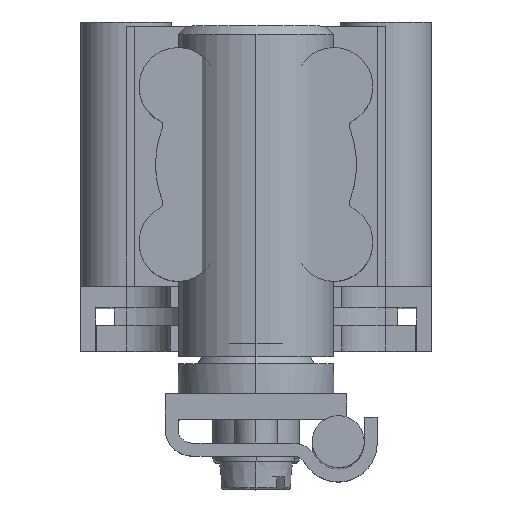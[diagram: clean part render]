
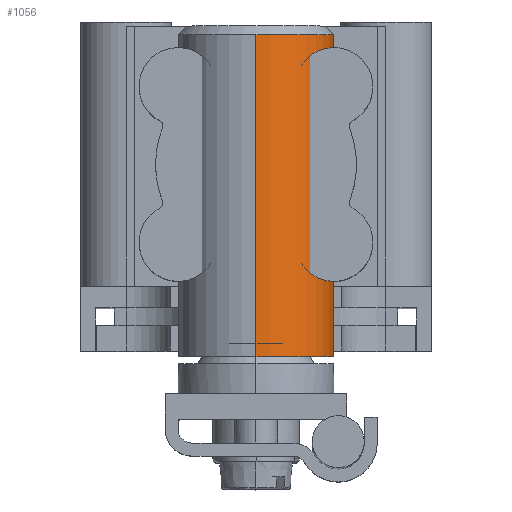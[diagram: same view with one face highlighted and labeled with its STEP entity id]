
A CAD part, top view. The second image highlights one B-rep face of the part: STEP entity #1056.
In plain terms, the highlighted cylindrical face has radius 9 mm (diameter 18 mm), a partial arc.
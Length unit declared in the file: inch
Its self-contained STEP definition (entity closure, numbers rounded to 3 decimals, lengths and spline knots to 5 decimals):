
#50 = DIRECTION ( 'NONE',  ( 0., 1., 0. ) ) ;
#66 = AXIS2_PLACEMENT_3D ( 'NONE', #2856, #4177, #4930 ) ;
#124 = ORIENTED_EDGE ( 'NONE', *, *, #2245, .T. ) ;
#131 = DIRECTION ( 'NONE',  ( 0., 1., 0. ) ) ;
#148 = CARTESIAN_POINT ( 'NONE',  ( -0.37402, -1.2362, 3.06599 ) ) ;
#240 = EDGE_LOOP ( 'NONE', ( #4876, #743, #2925, #320, #4287, #8239, #1312, #124, #2286 ) ) ;
#265 = DIRECTION ( 'NONE',  ( 0., -1., 0. ) ) ;
#307 = AXIS2_PLACEMENT_3D ( 'NONE', #6195, #50, #869 ) ;
#320 = ORIENTED_EDGE ( 'NONE', *, *, #4360, .T. ) ;
#432 = CARTESIAN_POINT ( 'NONE',  ( -0.59055, -3.72806, 2.99213 ) ) ;
#534 = CARTESIAN_POINT ( 'NONE',  ( -0.59055, -1.52362, 2.99213 ) ) ;
#632 = VERTEX_POINT ( 'NONE', #3030 ) ;
#743 = ORIENTED_EDGE ( 'NONE', *, *, #3705, .T. ) ;
#781 = CARTESIAN_POINT ( 'NONE',  ( -0.59055, -0.05906, 3.70079 ) ) ;
#869 = DIRECTION ( 'NONE',  ( 0., 0., -1. ) ) ;
#1005 = CARTESIAN_POINT ( 'NONE',  ( -0.37434, -0.05906, 3.06574 ) ) ;
#1011 = AXIS2_PLACEMENT_3D ( 'NONE', #4726, #131, #1039 ) ;
#1031 = EDGE_CURVE ( 'NONE', #8035, #5406, #3150, .T. ) ;
#1039 = DIRECTION ( 'NONE',  ( 0., 0., 1. ) ) ;
#1055 = EDGE_CURVE ( 'NONE', #6924, #4558, #8103, .T. ) ;
#1056 = ADVANCED_FACE ( 'NONE', ( #2916 ), #8330, .T. ) ;
#1106 = EDGE_CURVE ( 'NONE', #6924, #3412, #7248, .T. ) ;
#1312 = ORIENTED_EDGE ( 'NONE', *, *, #6911, .T. ) ;
#1631 = VERTEX_POINT ( 'NONE', #8111 ) ;
#2127 = DIRECTION ( 'NONE',  ( 0., -1., 0. ) ) ;
#2245 = EDGE_CURVE ( 'NONE', #3255, #3412, #5722, .T. ) ;
#2270 = CARTESIAN_POINT ( 'NONE',  ( -0.39192, -1.2593, 3.05302 ) ) ;
#2286 = ORIENTED_EDGE ( 'NONE', *, *, #1106, .F. ) ;
#2293 = CARTESIAN_POINT ( 'NONE',  ( -0.37413, -0.06034, 3.0659 ) ) ;
#2299 = CARTESIAN_POINT ( 'NONE',  ( -0.59055, -0.05906, 3.34646 ) ) ;
#2349 = DIRECTION ( 'NONE',  ( 0., 1., 0. ) ) ;
#2507 = CARTESIAN_POINT ( 'NONE',  ( -0.59055, -3.72806, 3.70079 ) ) ;
#2851 = EDGE_CURVE ( 'NONE', #6234, #632, #7988, .T. ) ;
#2856 = CARTESIAN_POINT ( 'NONE',  ( -0.59055, -0.05906, 3.34646 ) ) ;
#2893 = EDGE_CURVE ( 'NONE', #5406, #1631, #7951, .T. ) ;
#2915 = DIRECTION ( 'NONE',  ( 0., 0., 1. ) ) ;
#2916 = FACE_OUTER_BOUND ( 'NONE', #240, .T. ) ;
#2925 = ORIENTED_EDGE ( 'NONE', *, *, #2851, .T. ) ;
#3030 = CARTESIAN_POINT ( 'NONE',  ( -0.39764, -1.25982, 3.04925 ) ) ;
#3055 = DIRECTION ( 'NONE',  ( 0., 0., -1. ) ) ;
#3150 = LINE ( 'NONE', #7853, #6822 ) ;
#3173 = DIRECTION ( 'NONE',  ( 0., 1., 0. ) ) ;
#3255 = VERTEX_POINT ( 'NONE', #3358 ) ;
#3314 = VECTOR ( 'NONE', #7254, 39.37008 ) ;
#3325 = CARTESIAN_POINT ( 'NONE',  ( -0.37402, -1.2362, 3.06599 ) ) ;
#3358 = CARTESIAN_POINT ( 'NONE',  ( -0.23622, -0.05906, 3.34646 ) ) ;
#3412 = VERTEX_POINT ( 'NONE', #781 ) ;
#3426 = VECTOR ( 'NONE', #3173, 39.37008 ) ;
#3671 = CARTESIAN_POINT ( 'NONE',  ( -0.37402, -0.06297, 3.06599 ) ) ;
#3688 = CARTESIAN_POINT ( 'NONE',  ( -0.38651, -1.25724, 3.05675 ) ) ;
#3705 = EDGE_CURVE ( 'NONE', #4558, #6234, #6679, .T. ) ;
#4177 = DIRECTION ( 'NONE',  ( 0., -1., 0. ) ) ;
#4254 = CARTESIAN_POINT ( 'NONE',  ( -0.39764, -1.25982, 3.04925 ) ) ;
#4287 = ORIENTED_EDGE ( 'NONE', *, *, #1031, .T. ) ;
#4360 = EDGE_CURVE ( 'NONE', #632, #8035, #6287, .T. ) ;
#4558 = VERTEX_POINT ( 'NONE', #534 ) ;
#4726 = CARTESIAN_POINT ( 'NONE',  ( -0.59055, -3.72806, 3.34646 ) ) ;
#4870 = CARTESIAN_POINT ( 'NONE',  ( -0.37479, -1.24307, 3.06538 ) ) ;
#4876 = ORIENTED_EDGE ( 'NONE', *, *, #1055, .T. ) ;
#4930 = DIRECTION ( 'NONE',  ( 0., 0., -1. ) ) ;
#5406 = VERTEX_POINT ( 'NONE', #6927 ) ;
#5484 = CARTESIAN_POINT ( 'NONE',  ( -0.59055, -1.25982, 3.34646 ) ) ;
#5633 = AXIS2_PLACEMENT_3D ( 'NONE', #2299, #265, #3055 ) ;
#5722 = CIRCLE ( 'NONE', #66, 0.35433 ) ;
#6195 = CARTESIAN_POINT ( 'NONE',  ( -0.59055, -1.52362, 3.34646 ) ) ;
#6213 = CARTESIAN_POINT ( 'NONE',  ( -0.37757, -1.24909, 3.06328 ) ) ;
#6234 = VERTEX_POINT ( 'NONE', #6249 ) ;
#6249 = CARTESIAN_POINT ( 'NONE',  ( -0.59055, -1.25982, 2.99213 ) ) ;
#6287 = B_SPLINE_CURVE_WITH_KNOTS ( 'NONE', 3,
 ( #4254, #6925, #2270, #3688, #8249, #8296, #6213, #4870, #7591, #148 ),
 .UNSPECIFIED., .F., .F.,
 ( 4, 2, 2, 2, 4 ),
 ( 0., 0.00026, 0.00052, 0.00078, 0.00104 ),
 .UNSPECIFIED. ) ;
#6679 = LINE ( 'NONE', #432, #3314 ) ;
#6822 = VECTOR ( 'NONE', #2349, 39.37008 ) ;
#6911 = EDGE_CURVE ( 'NONE', #1631, #3255, #8329, .T. ) ;
#6924 = VERTEX_POINT ( 'NONE', #7136 ) ;
#6925 = CARTESIAN_POINT ( 'NONE',  ( -0.39472, -1.25982, 3.05114 ) ) ;
#6927 = CARTESIAN_POINT ( 'NONE',  ( -0.37402, -0.06297, 3.06599 ) ) ;
#7136 = CARTESIAN_POINT ( 'NONE',  ( -0.59055, -1.52362, 3.70079 ) ) ;
#7248 = LINE ( 'NONE', #2507, #3426 ) ;
#7254 = DIRECTION ( 'NONE',  ( 0., 1., 0. ) ) ;
#7591 = CARTESIAN_POINT ( 'NONE',  ( -0.37402, -1.23969, 3.06599 ) ) ;
#7703 = CARTESIAN_POINT ( 'NONE',  ( -0.37402, -0.06164, 3.06599 ) ) ;
#7853 = CARTESIAN_POINT ( 'NONE',  ( -0.37402, -3.72806, 3.06599 ) ) ;
#7951 = B_SPLINE_CURVE_WITH_KNOTS ( 'NONE', 3,
 ( #3671, #7703, #2293, #1005 ),
 .UNSPECIFIED., .F., .F.,
 ( 4, 4 ),
 ( 0., 0.0001 ),
 .UNSPECIFIED. ) ;
#7988 = CIRCLE ( 'NONE', #8551, 0.35433 ) ;
#8035 = VERTEX_POINT ( 'NONE', #3325 ) ;
#8103 = CIRCLE ( 'NONE', #307, 0.35433 ) ;
#8111 = CARTESIAN_POINT ( 'NONE',  ( -0.37434, -0.05906, 3.06574 ) ) ;
#8239 = ORIENTED_EDGE ( 'NONE', *, *, #2893, .T. ) ;
#8249 = CARTESIAN_POINT ( 'NONE',  ( -0.38397, -1.2557, 3.05856 ) ) ;
#8296 = CARTESIAN_POINT ( 'NONE',  ( -0.37951, -1.25164, 3.06182 ) ) ;
#8329 = CIRCLE ( 'NONE', #5633, 0.35433 ) ;
#8330 = CYLINDRICAL_SURFACE ( 'NONE', #1011, 0.35433 ) ;
#8551 = AXIS2_PLACEMENT_3D ( 'NONE', #5484, #2127, #2915 ) ;
